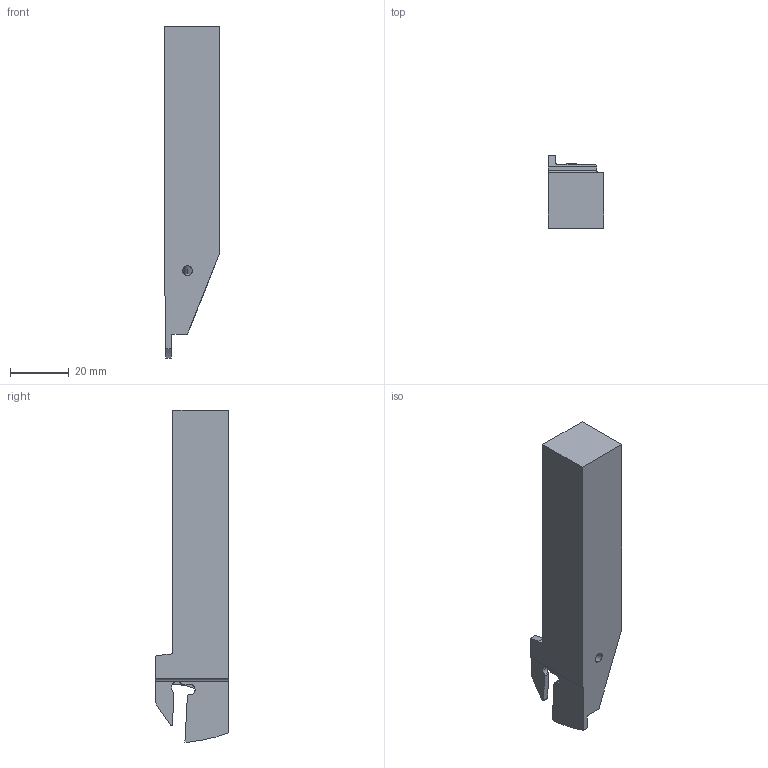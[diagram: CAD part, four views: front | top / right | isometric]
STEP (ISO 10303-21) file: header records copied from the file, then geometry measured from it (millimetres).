
FILE_DESCRIPTION(/* description */ (''),/* implementation_level */ '2;1');
FILE_NAME(/* name */ 'GYSRUS12B00-F20.stp',/* time_stamp */ '2021-04-02T17:57:05+09:00',/* author */ (''),/* organization */ (''),/* preprocessor_version */ 'ST-DEVELOPER v16',/* originating_system */ 'SIEMENS PLM Software NX 10.0',/* authorisation */ '');
FILE_SCHEMA (('AUTOMOTIVE_DESIGN { 1 0 10303 214 3 1 1 1 }'));
Length unit declared in the file: millimetre
Products named in the file (1): GYSRUS12B00-F20_ASM
Bounding box: 19.05 x 25.05 x 113.3 mm (x, y, z)
Volume: 34565.3 mm3; surface area: 9171.5 mm2
Topology: 2 solids, 2 shells, 95 faces, 275 edges, 186 vertices
Faces by surface type: cylinder 39, plane 38, cone 12, torus 4, sphere 2
Entity records: 3871 total; most frequent: CARTESIAN_POINT 1023, DIRECTION 547, ORIENTED_EDGE 546, EDGE_CURVE 273, AXIS2_PLACEMENT_3D 202, VERTEX_POINT 183, LINE 143, VECTOR 143
